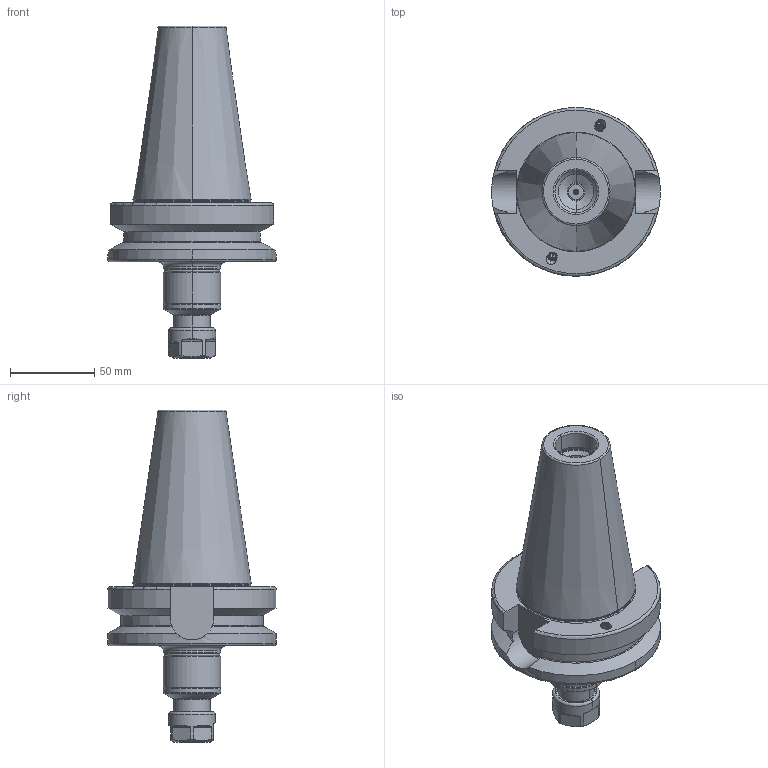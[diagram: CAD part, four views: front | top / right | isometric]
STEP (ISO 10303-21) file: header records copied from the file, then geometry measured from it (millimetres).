
FILE_DESCRIPTION((''),'2;1');
FILE_NAME('506_16_02_10','2020-11-11T',('103090'),(''),'CREO PARAMETRIC BY PTC INC, 2016260','CREO PARAMETRIC BY PTC INC, 2016260','');
FILE_SCHEMA(('CONFIG_CONTROL_DESIGN'));
Length unit declared in the file: millimetre
Products named in the file (1): 506_16_02_10
Bounding box: 100 x 100 x 196.8 mm (x, y, z)
Volume: 497982.6 mm3; surface area: 59555 mm2
Topology: 2 solids, 2 shells, 221 faces, 506 edges, 305 vertices
Faces by surface type: plane 60, cylinder 58, cone 50, torus 48, bspline 5
Entity records: 6950 total; most frequent: CARTESIAN_POINT 1963, DIRECTION 1078, ORIENTED_EDGE 1012, EDGE_CURVE 506, AXIS2_PLACEMENT_3D 461, VERTEX_POINT 305, CIRCLE 242, EDGE_LOOP 239
